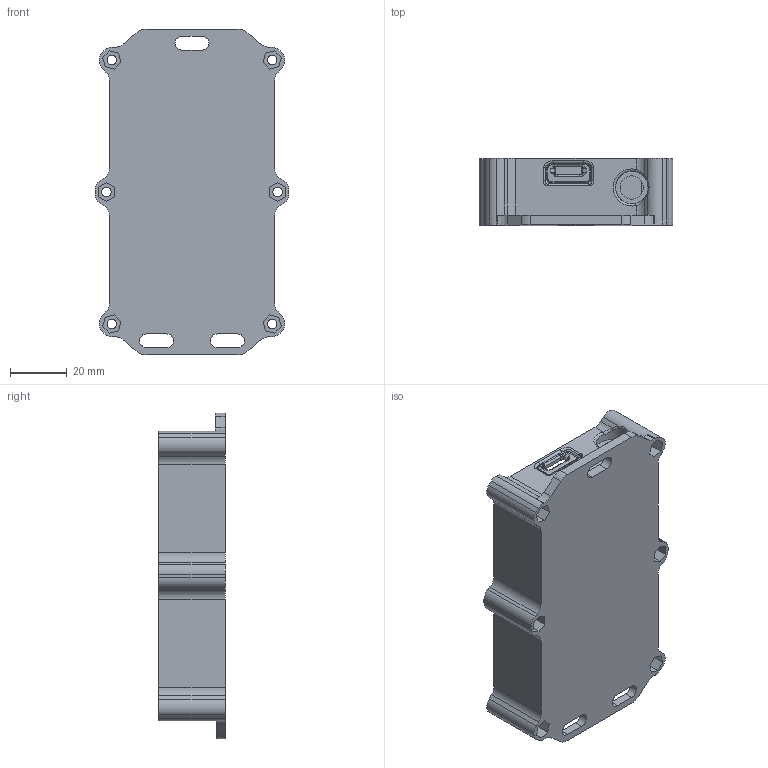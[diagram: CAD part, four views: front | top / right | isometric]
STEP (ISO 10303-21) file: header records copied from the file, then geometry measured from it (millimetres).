
FILE_DESCRIPTION (( 'STEP AP214' ), '1' );
FILE_NAME ('Gehäuse_Final.STEP', '2022-01-12T18:05:27', ( '' ), ( '' ), 'SwSTEP 2.0', 'SolidWorks 2019', '' );
FILE_SCHEMA (( 'AUTOMOTIVE_DESIGN' ));
Length unit declared in the file: millimetre
Products named in the file (1): Gehäuse_Final
Bounding box: 68.4 x 23.5 x 115 mm (x, y, z)
Volume: 43504.2 mm3; surface area: 29271.6 mm2
Topology: 1 solids, 1 shells, 317 faces, 849 edges, 539 vertices
Faces by surface type: plane 134, cylinder 133, bspline 29, torus 20, sphere 1
Entity records: 10495 total; most frequent: CARTESIAN_POINT 2558, ORIENTED_EDGE 1688, DIRECTION 1639, EDGE_CURVE 844, AXIS2_PLACEMENT_3D 581, VERTEX_POINT 539, VECTOR 477, LINE 477
